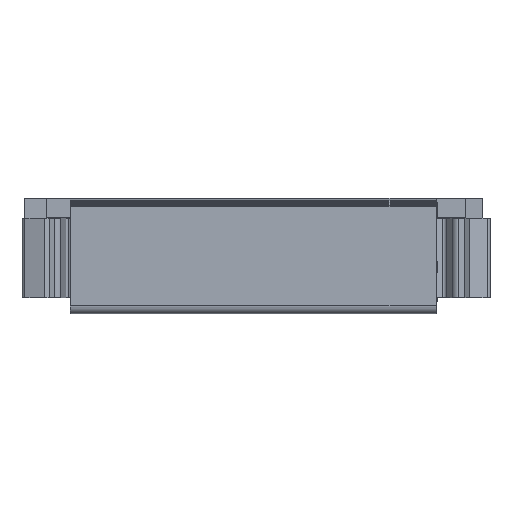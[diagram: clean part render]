
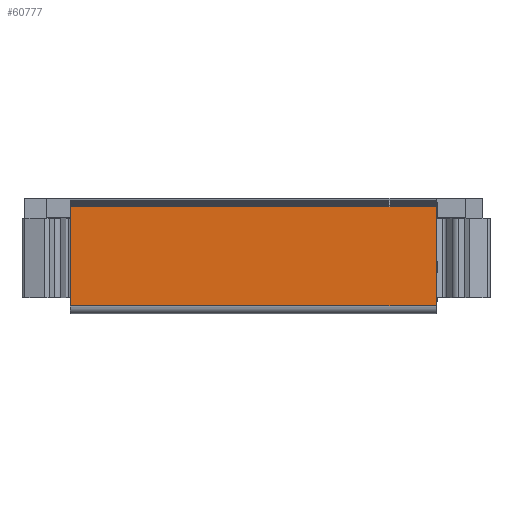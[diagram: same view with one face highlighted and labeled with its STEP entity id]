
A CAD part, left-side view. The second image highlights one B-rep face of the part: STEP entity #60777.
In plain terms, the highlighted planar face has unit normal (-1, 0, 0).
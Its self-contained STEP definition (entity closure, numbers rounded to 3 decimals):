
#5925=LINE('',#91697,#10756);
#6289=LINE('',#92918,#11120);
#6290=LINE('',#92922,#11121);
#6293=LINE('',#92927,#11124);
#10756=VECTOR('',#73954,1000.);
#11120=VECTOR('',#74844,1000.);
#11121=VECTOR('',#74849,1000.);
#11124=VECTOR('',#74854,1000.);
#23215=ORIENTED_EDGE('',*,*,#30748,.F.);
#23216=ORIENTED_EDGE('',*,*,#30753,.F.);
#23217=ORIENTED_EDGE('',*,*,#30750,.T.);
#23218=ORIENTED_EDGE('',*,*,#30256,.T.);
#30256=EDGE_CURVE('',#35042,#35041,#5925,.T.);
#30748=EDGE_CURVE('',#35327,#35041,#6289,.T.);
#30750=EDGE_CURVE('',#35328,#35042,#6290,.T.);
#30753=EDGE_CURVE('',#35328,#35327,#6293,.T.);
#35041=VERTEX_POINT('',#91696);
#35042=VERTEX_POINT('',#91698);
#35327=VERTEX_POINT('',#92919);
#35328=VERTEX_POINT('',#92923);
#38331=EDGE_LOOP('',(#23215,#23216,#23217,#23218));
#40816=FACE_BOUND('',#38331,.T.);
#42484=PLANE('',#64163);
#60777=ADVANCED_FACE('',(#40816),#42484,.F.);
#64163=AXIS2_PLACEMENT_3D('',#93019,#74958,#74959);
#73954=DIRECTION('',(0.,0.,-1.));
#74844=DIRECTION('',(0.,1.,0.));
#74849=DIRECTION('',(0.,1.,0.));
#74854=DIRECTION('',(0.,0.,-1.));
#74958=DIRECTION('',(1.,0.,0.));
#74959=DIRECTION('',(0.,0.,-1.));
#91696=CARTESIAN_POINT('',(-13.075,44.08,-13.45));
#91697=CARTESIAN_POINT('',(-13.075,44.08,-1.086));
#91698=CARTESIAN_POINT('',(-13.075,44.08,-1.086));
#92918=CARTESIAN_POINT('',(-13.075,37.5,-13.45));
#92919=CARTESIAN_POINT('',(-13.075,-1.5,-13.45));
#92922=CARTESIAN_POINT('',(-13.075,-1.5,-1.086));
#92923=CARTESIAN_POINT('',(-13.075,-1.5,-1.086));
#92927=CARTESIAN_POINT('',(-13.075,-1.5,-1.086));
#93019=CARTESIAN_POINT('',(-13.075,-1.5,-1.086));
